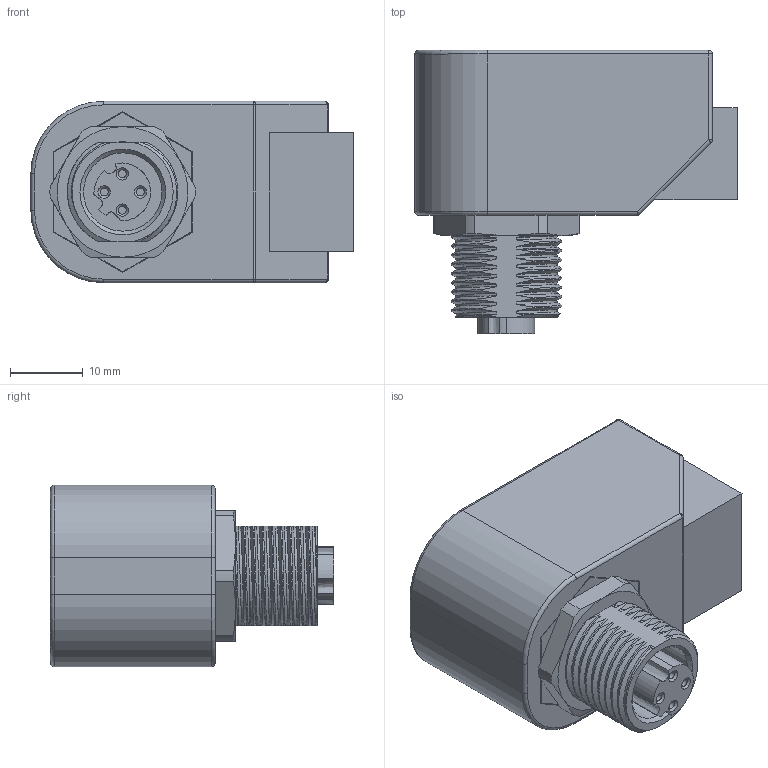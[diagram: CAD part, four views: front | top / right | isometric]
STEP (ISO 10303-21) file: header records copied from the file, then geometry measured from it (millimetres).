
FILE_DESCRIPTION(/* description */ (''),/* implementation_level */ '2;1');
FILE_NAME(/* name */ '1639_6GK1901-0DM20-2AA5_simpl.stp',/* time_stamp */ '2022-12-06T09:29:20+01:00',/* author */ (''),/* organization */ (''),/* preprocessor_version */ 'ST-DEVELOPER v18.102',/* originating_system */ 'SIEMENS PLM Software NX 2027',/* authorisation */ '');
FILE_SCHEMA (('AUTOMOTIVE_DESIGN { 1 0 10303 214 3 1 1 1 }'));
Length unit declared in the file: millimetre
Products named in the file (2): Body; 1639_6GK1901-0DM20-2AA5_simpl
Assembly tree (1 placements, depth 2):
  1639_6GK1901-0DM20-2AA5_simpl
    Body
Bounding box: 44.4 x 39 x 25 mm (x, y, z)
Volume: 23308.7 mm3; surface area: 7521.3 mm2
Topology: 1 solids, 1 shells, 313 faces, 870 edges, 551 vertices
Faces by surface type: plane 174, cylinder 72, bspline 35, cone 19, sphere 6, torus 4, extrusion 3
Full cylindrical faces by diameter (mm): 1.1 x4, 10.8 x1
Entity records: 28574 total; most frequent: CARTESIAN_POINT 18802, ORIENTED_EDGE 1708, DIRECTION 1301, EDGE_CURVE 854, VECTOR 583, LINE 580, VERTEX_POINT 551, AXIS2_PLACEMENT_3D 359
